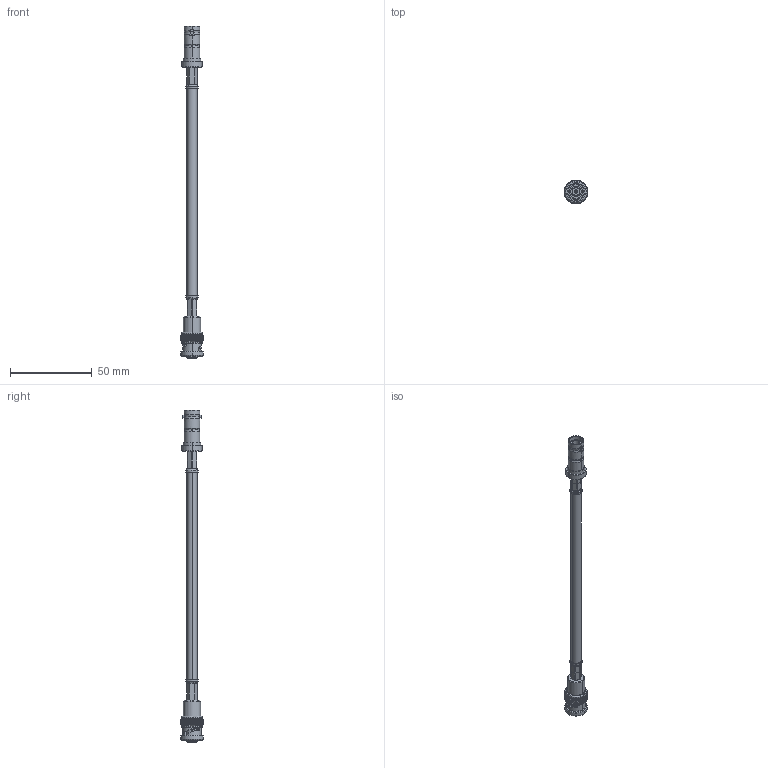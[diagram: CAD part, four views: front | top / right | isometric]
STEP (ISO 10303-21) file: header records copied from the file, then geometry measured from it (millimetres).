
FILE_DESCRIPTION (( 'STEP AP214' ), '1' );
FILE_NAME ('PE34324.step', '2021-11-18T19:35:16', ( '' ), ( '' ), 'SwSTEP 2.0', 'SolidWorks 2021', '' );
FILE_SCHEMA (( 'AUTOMOTIVE_DESIGN' ));
Length unit declared in the file: inch
Products named in the file (4): RG59BU^PE34324_RG59; PE34324; PE44103^PE34324_Crimped; PE4075^PE34324_Crimped
Assembly tree (3 placements, depth 2):
  PE34324
    RG59BU^PE34324_RG59
    PE44103^PE34324_Crimped
    PE4075^PE34324_Crimped
Bounding box: 14.46 x 14.46 x 203.28 mm (x, y, z)
Volume: 7954.8 mm3; surface area: 8143.3 mm2
Topology: 5 solids, 5 shells, 631 faces, 1522 edges, 918 vertices
Faces by surface type: plane 225, cylinder 215, cone 146, bspline 24, torus 21
Entity records: 25072 total; most frequent: CARTESIAN_POINT 10803, ORIENTED_EDGE 3044, DIRECTION 2825, EDGE_CURVE 1522, AXIS2_PLACEMENT_3D 1170, VERTEX_POINT 918, EDGE_LOOP 656, FACE_OUTER_BOUND 631
